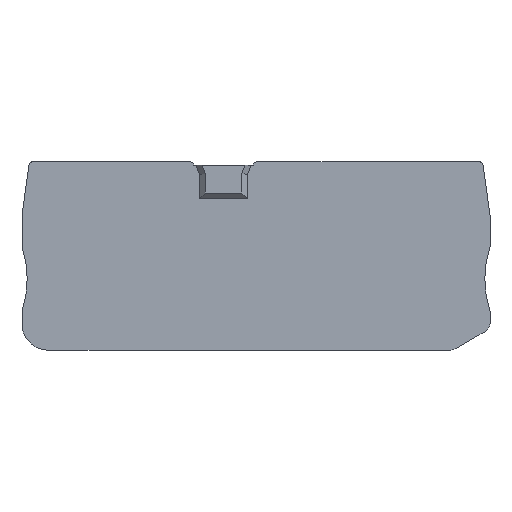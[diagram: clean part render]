
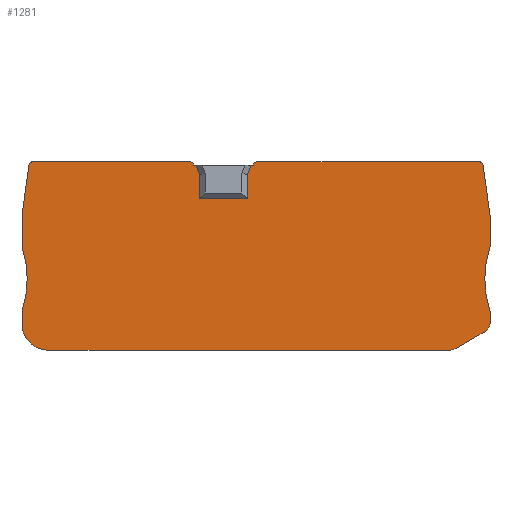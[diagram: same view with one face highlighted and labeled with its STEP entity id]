
A CAD part, top view. The second image highlights one B-rep face of the part: STEP entity #1281.
In plain terms, the highlighted planar face has unit normal (0, 0, 1).
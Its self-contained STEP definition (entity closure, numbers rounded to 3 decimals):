
#286=DIRECTION('',(-0.358,0.934,0.));
#287=VECTOR('',#286,0.192);
#288=CARTESIAN_POINT('',(-4.576,28.7,4.8));
#289=LINE('',#288,#287);
#290=DIRECTION('',(1.,0.,0.));
#291=VECTOR('',#290,0.321);
#292=CARTESIAN_POINT('',(-4.576,28.7,4.8));
#293=LINE('',#292,#291);
#294=DIRECTION('',(0.358,-0.934,0.));
#295=VECTOR('',#294,1.547);
#296=CARTESIAN_POINT('',(-4.254,28.7,4.8));
#297=LINE('',#296,#295);
#298=DIRECTION('',(0.,-1.,0.));
#299=VECTOR('',#298,3.756);
#300=CARTESIAN_POINT('',(-3.7,27.256,4.8));
#301=LINE('',#300,#299);
#302=DIRECTION('',(1.,0.,0.));
#303=VECTOR('',#302,7.4);
#304=CARTESIAN_POINT('',(-3.7,23.5,4.8));
#305=LINE('',#304,#303);
#306=DIRECTION('',(0.,1.,0.));
#307=VECTOR('',#306,3.756);
#308=CARTESIAN_POINT('',(3.7,23.5,4.8));
#309=LINE('',#308,#307);
#310=DIRECTION('',(0.358,0.934,0.));
#311=VECTOR('',#310,1.547);
#312=CARTESIAN_POINT('',(3.7,27.256,4.8));
#313=LINE('',#312,#311);
#314=DIRECTION('',(1.,0.,0.));
#315=VECTOR('',#314,0.321);
#316=CARTESIAN_POINT('',(4.254,28.7,4.8));
#317=LINE('',#316,#315);
#318=DIRECTION('',(-0.358,-0.934,0.));
#319=VECTOR('',#318,0.192);
#320=CARTESIAN_POINT('',(4.645,28.879,4.8));
#321=LINE('',#320,#319);
#322=CARTESIAN_POINT('',(5.111,28.7,4.8));
#323=DIRECTION('',(0.,0.,1.));
#324=DIRECTION('',(0.,1.,0.));
#325=AXIS2_PLACEMENT_3D('',#322,#323,#324);
#327=DIRECTION('',(-1.,0.,0.));
#328=VECTOR('',#327,34.349);
#329=CARTESIAN_POINT('',(39.46,29.2,4.8));
#330=LINE('',#329,#328);
#331=CARTESIAN_POINT('',(39.46,28.7,4.8));
#332=DIRECTION('',(0.,0.,1.));
#333=DIRECTION('',(0.99,0.139,0.));
#334=AXIS2_PLACEMENT_3D('',#331,#332,#333);
#336=DIRECTION('',(-0.139,0.99,0.));
#337=VECTOR('',#336,7.867);
#338=CARTESIAN_POINT('',(41.05,20.979,4.8));
#339=LINE('',#338,#337);
#340=DIRECTION('',(0.,1.,0.));
#341=VECTOR('',#340,4.783);
#342=CARTESIAN_POINT('',(41.05,16.196,4.8));
#343=LINE('',#342,#341);
#344=CARTESIAN_POINT('',(56.25,11.2,4.8));
#345=DIRECTION('',(0.,0.,-1.));
#346=DIRECTION('',(-0.95,-0.312,0.));
#347=AXIS2_PLACEMENT_3D('',#344,#345,#346);
#349=DIRECTION('',(0.,1.,0.));
#350=VECTOR('',#349,1.841);
#351=CARTESIAN_POINT('',(41.05,4.363,4.8));
#352=LINE('',#351,#350);
#353=CARTESIAN_POINT('',(39.55,4.363,4.8));
#354=DIRECTION('',(0.,0.,1.));
#355=DIRECTION('',(0.5,-0.866,0.));
#356=AXIS2_PLACEMENT_3D('',#353,#354,#355);
#358=DIRECTION('',(0.866,0.5,0.));
#359=VECTOR('',#358,5.327);
#360=CARTESIAN_POINT('',(35.687,0.401,4.8));
#361=LINE('',#360,#359);
#362=CARTESIAN_POINT('',(34.937,1.7,4.8));
#363=DIRECTION('',(0.,0.,1.));
#364=DIRECTION('',(0.,-1.,0.));
#365=AXIS2_PLACEMENT_3D('',#362,#363,#364);
#367=DIRECTION('',(1.,0.,0.));
#368=VECTOR('',#367,61.987);
#369=CARTESIAN_POINT('',(-27.05,0.2,4.8));
#370=LINE('',#369,#368);
#371=CARTESIAN_POINT('',(-27.05,4.2,4.8));
#372=DIRECTION('',(0.,0.,1.));
#373=DIRECTION('',(-1.,0.,0.));
#374=AXIS2_PLACEMENT_3D('',#371,#372,#373);
#376=DIRECTION('',(0.,-1.,0.));
#377=VECTOR('',#376,2.004);
#378=CARTESIAN_POINT('',(-31.05,6.204,4.8));
#379=LINE('',#378,#377);
#380=CARTESIAN_POINT('',(-46.25,11.2,4.8));
#381=DIRECTION('',(0.,0.,-1.));
#382=DIRECTION('',(0.95,0.312,0.));
#383=AXIS2_PLACEMENT_3D('',#380,#381,#382);
#385=DIRECTION('',(0.,-1.,0.));
#386=VECTOR('',#385,4.783);
#387=CARTESIAN_POINT('',(-31.05,20.979,4.8));
#388=LINE('',#387,#386);
#389=DIRECTION('',(-0.139,-0.99,0.));
#390=VECTOR('',#389,7.867);
#391=CARTESIAN_POINT('',(-29.955,28.77,4.8));
#392=LINE('',#391,#390);
#393=CARTESIAN_POINT('',(-29.46,28.7,4.8));
#394=DIRECTION('',(0.,0.,1.));
#395=DIRECTION('',(0.,1.,0.));
#396=AXIS2_PLACEMENT_3D('',#393,#394,#395);
#398=DIRECTION('',(-1.,0.,0.));
#399=VECTOR('',#398,24.349);
#400=CARTESIAN_POINT('',(-5.111,29.2,4.8));
#401=LINE('',#400,#399);
#402=CARTESIAN_POINT('',(-5.111,28.7,4.8));
#403=DIRECTION('',(0.,0.,1.));
#404=DIRECTION('',(0.934,0.358,0.));
#405=AXIS2_PLACEMENT_3D('',#402,#403,#404);
#641=CARTESIAN_POINT('',(41.05,20.979,4.8));
#642=CARTESIAN_POINT('',(39.955,28.77,4.8));
#643=VERTEX_POINT('',#641);
#644=VERTEX_POINT('',#642);
#645=CARTESIAN_POINT('',(39.46,29.2,4.8));
#646=VERTEX_POINT('',#645);
#647=CARTESIAN_POINT('',(5.111,29.2,4.8));
#648=VERTEX_POINT('',#647);
#649=CARTESIAN_POINT('',(-29.46,29.2,4.8));
#650=CARTESIAN_POINT('',(-29.955,28.77,4.8));
#651=VERTEX_POINT('',#649);
#652=VERTEX_POINT('',#650);
#653=CARTESIAN_POINT('',(-31.05,20.979,4.8));
#654=VERTEX_POINT('',#653);
#655=CARTESIAN_POINT('',(-31.05,16.196,4.8));
#656=VERTEX_POINT('',#655);
#657=CARTESIAN_POINT('',(-31.05,6.204,4.8));
#658=VERTEX_POINT('',#657);
#659=CARTESIAN_POINT('',(-31.05,4.2,4.8));
#660=VERTEX_POINT('',#659);
#661=CARTESIAN_POINT('',(-27.05,0.2,4.8));
#662=VERTEX_POINT('',#661);
#663=CARTESIAN_POINT('',(34.937,0.2,4.8));
#664=VERTEX_POINT('',#663);
#665=CARTESIAN_POINT('',(35.687,0.401,4.8));
#666=VERTEX_POINT('',#665);
#667=CARTESIAN_POINT('',(40.3,3.064,4.8));
#668=VERTEX_POINT('',#667);
#669=CARTESIAN_POINT('',(41.05,4.363,4.8));
#670=VERTEX_POINT('',#669);
#671=CARTESIAN_POINT('',(41.05,6.204,4.8));
#672=VERTEX_POINT('',#671);
#673=CARTESIAN_POINT('',(41.05,16.196,4.8));
#674=VERTEX_POINT('',#673);
#689=CARTESIAN_POINT('',(4.645,28.879,4.8));
#690=VERTEX_POINT('',#689);
#691=CARTESIAN_POINT('',(-4.645,28.879,4.8));
#692=CARTESIAN_POINT('',(-5.111,29.2,4.8));
#693=VERTEX_POINT('',#691);
#694=VERTEX_POINT('',#692);
#743=CARTESIAN_POINT('',(-3.7,23.5,4.8));
#744=CARTESIAN_POINT('',(3.7,23.5,4.8));
#745=VERTEX_POINT('',#743);
#746=VERTEX_POINT('',#744);
#747=CARTESIAN_POINT('',(3.7,27.256,4.8));
#748=VERTEX_POINT('',#747);
#749=CARTESIAN_POINT('',(4.254,28.7,4.8));
#750=VERTEX_POINT('',#749);
#751=CARTESIAN_POINT('',(-4.254,28.7,4.8));
#752=CARTESIAN_POINT('',(-3.7,27.256,4.8));
#753=VERTEX_POINT('',#751);
#754=VERTEX_POINT('',#752);
#779=CARTESIAN_POINT('',(4.576,28.7,4.8));
#780=VERTEX_POINT('',#779);
#781=CARTESIAN_POINT('',(-4.576,28.7,4.8));
#782=VERTEX_POINT('',#781);
#1241=CARTESIAN_POINT('',(0.,0.,4.8));
#1242=DIRECTION('',(0.,0.,1.));
#1243=DIRECTION('',(1.,0.,0.));
#1244=AXIS2_PLACEMENT_3D('',#1241,#1242,#1243);
#1245=PLANE('',#1244);
#1246=ORIENTED_EDGE('',*,*,#1091,.F.);
#1247=ORIENTED_EDGE('',*,*,#1140,.T.);
#1249=ORIENTED_EDGE('',*,*,#1248,.T.);
#1251=ORIENTED_EDGE('',*,*,#1250,.T.);
#1253=ORIENTED_EDGE('',*,*,#1252,.T.);
#1255=ORIENTED_EDGE('',*,*,#1254,.T.);
#1257=ORIENTED_EDGE('',*,*,#1256,.T.);
#1258=ORIENTED_EDGE('',*,*,#1128,.T.);
#1259=ORIENTED_EDGE('',*,*,#1156,.F.);
#1260=ORIENTED_EDGE('',*,*,#1208,.F.);
#1261=ORIENTED_EDGE('',*,*,#1222,.F.);
#1262=ORIENTED_EDGE('',*,*,#1235,.F.);
#1263=ORIENTED_EDGE('',*,*,#865,.F.);
#1264=ORIENTED_EDGE('',*,*,#880,.F.);
#1265=ORIENTED_EDGE('',*,*,#894,.F.);
#1266=ORIENTED_EDGE('',*,*,#908,.F.);
#1267=ORIENTED_EDGE('',*,*,#922,.F.);
#1268=ORIENTED_EDGE('',*,*,#936,.F.);
#1269=ORIENTED_EDGE('',*,*,#950,.F.);
#1270=ORIENTED_EDGE('',*,*,#964,.F.);
#1271=ORIENTED_EDGE('',*,*,#978,.F.);
#1272=ORIENTED_EDGE('',*,*,#992,.F.);
#1273=ORIENTED_EDGE('',*,*,#1006,.F.);
#1274=ORIENTED_EDGE('',*,*,#1020,.F.);
#1275=ORIENTED_EDGE('',*,*,#1034,.F.);
#1276=ORIENTED_EDGE('',*,*,#1048,.F.);
#1277=ORIENTED_EDGE('',*,*,#1062,.F.);
#1278=ORIENTED_EDGE('',*,*,#1076,.F.);
#1279=EDGE_LOOP('',(#1246,#1247,#1249,#1251,#1253,#1255,#1257,#1258,#1259,#1260,
#1261,#1262,#1263,#1264,#1265,#1266,#1267,#1268,#1269,#1270,#1271,#1272,#1273,
#1274,#1275,#1276,#1277,#1278));
#1280=FACE_OUTER_BOUND('',#1279,.F.);
#1281=ADVANCED_FACE('',(#1280),#1245,.T.);
#326=CIRCLE('',#325,0.5);
#335=CIRCLE('',#334,0.5);
#348=CIRCLE('',#347,16.);
#357=CIRCLE('',#356,1.5);
#366=CIRCLE('',#365,1.5);
#375=CIRCLE('',#374,4.);
#384=CIRCLE('',#383,16.);
#397=CIRCLE('',#396,0.5);
#406=CIRCLE('',#405,0.5);
#865=EDGE_CURVE('',#643,#644,#339,.T.);
#880=EDGE_CURVE('',#674,#643,#343,.T.);
#894=EDGE_CURVE('',#672,#674,#348,.T.);
#908=EDGE_CURVE('',#670,#672,#352,.T.);
#922=EDGE_CURVE('',#668,#670,#357,.T.);
#936=EDGE_CURVE('',#666,#668,#361,.T.);
#950=EDGE_CURVE('',#664,#666,#366,.T.);
#964=EDGE_CURVE('',#662,#664,#370,.T.);
#978=EDGE_CURVE('',#660,#662,#375,.T.);
#992=EDGE_CURVE('',#658,#660,#379,.T.);
#1006=EDGE_CURVE('',#656,#658,#384,.T.);
#1020=EDGE_CURVE('',#654,#656,#388,.T.);
#1034=EDGE_CURVE('',#652,#654,#392,.T.);
#1048=EDGE_CURVE('',#651,#652,#397,.T.);
#1062=EDGE_CURVE('',#694,#651,#401,.T.);
#1076=EDGE_CURVE('',#693,#694,#406,.T.);
#1091=EDGE_CURVE('',#782,#693,#289,.T.);
#1128=EDGE_CURVE('',#750,#780,#317,.T.);
#1140=EDGE_CURVE('',#782,#753,#293,.T.);
#1156=EDGE_CURVE('',#690,#780,#321,.T.);
#1208=EDGE_CURVE('',#648,#690,#326,.T.);
#1222=EDGE_CURVE('',#646,#648,#330,.T.);
#1235=EDGE_CURVE('',#644,#646,#335,.T.);
#1248=EDGE_CURVE('',#753,#754,#297,.T.);
#1250=EDGE_CURVE('',#754,#745,#301,.T.);
#1252=EDGE_CURVE('',#745,#746,#305,.T.);
#1254=EDGE_CURVE('',#746,#748,#309,.T.);
#1256=EDGE_CURVE('',#748,#750,#313,.T.);
